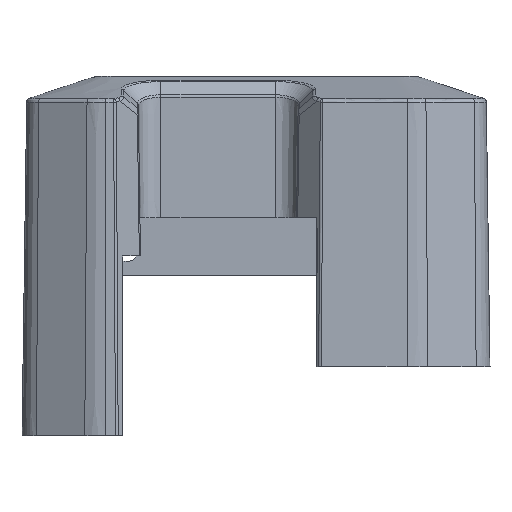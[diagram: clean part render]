
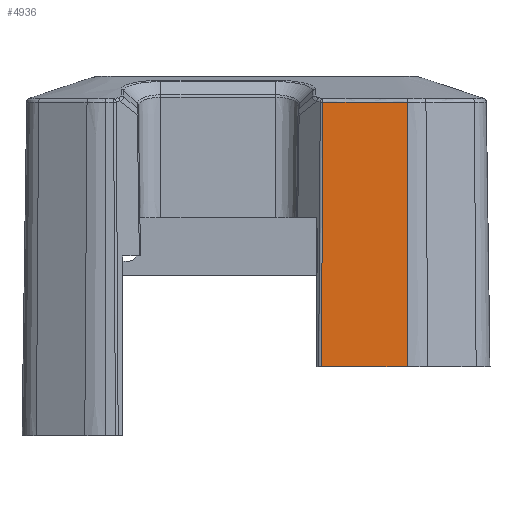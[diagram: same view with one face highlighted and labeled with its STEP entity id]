
A CAD part, front view. The second image highlights one B-rep face of the part: STEP entity #4936.
In plain terms, the highlighted planar face has unit normal (0, -1, 0.014).
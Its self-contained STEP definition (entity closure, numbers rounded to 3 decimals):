
#216 = ORIENTED_EDGE ( 'NONE', *, *, #4788, .T. ) ;
#834 = ORIENTED_EDGE ( 'NONE', *, *, #10612, .F. ) ;
#2130 = VECTOR ( 'NONE', #2230, 1000. ) ;
#2230 = DIRECTION ( 'NONE',  ( -0.006, -0.014, -1. ) ) ;
#2233 = ORIENTED_EDGE ( 'NONE', *, *, #6547, .T. ) ;
#2615 = CARTESIAN_POINT ( 'NONE',  ( 19.704, -51., 25. ) ) ;
#2633 = AXIS2_PLACEMENT_3D ( 'NONE', #6471, #8198, #9848 ) ;
#2864 = VERTEX_POINT ( 'NONE', #13272 ) ;
#3634 = EDGE_LOOP ( 'NONE', ( #7667, #216, #834, #2233 ) ) ;
#4299 = CARTESIAN_POINT ( 'NONE',  ( 19.704, -51.048, 21.598 ) ) ;
#4788 = EDGE_CURVE ( 'NONE', #6978, #2864, #17100, .T. ) ;
#4936 = ADVANCED_FACE ( 'NONE', ( #11234 ), #18125, .T. ) ;
#6471 = CARTESIAN_POINT ( 'NONE',  ( 0., -51., 25. ) ) ;
#6547 = EDGE_CURVE ( 'NONE', #7464, #8288, #7794, .T. ) ;
#6876 = DIRECTION ( 'NONE',  ( 0., 0.014, 1. ) ) ;
#6978 = VERTEX_POINT ( 'NONE', #9710 ) ;
#7256 = LINE ( 'NONE', #4299, #7475 ) ;
#7464 = VERTEX_POINT ( 'NONE', #8451 ) ;
#7475 = VECTOR ( 'NONE', #10099, 1000. ) ;
#7667 = ORIENTED_EDGE ( 'NONE', *, *, #18529, .F. ) ;
#7794 = LINE ( 'NONE', #13831, #2130 ) ;
#8198 = DIRECTION ( 'NONE',  ( 0., -1., 0.014 ) ) ;
#8288 = VERTEX_POINT ( 'NONE', #11744 ) ;
#8451 = CARTESIAN_POINT ( 'NONE',  ( 8.687, -51.048, 21.598 ) ) ;
#9408 = VECTOR ( 'NONE', #6876, 1000. ) ;
#9487 = CARTESIAN_POINT ( 'NONE',  ( 19.704, -51.531, -13. ) ) ;
#9710 = CARTESIAN_POINT ( 'NONE',  ( 19.704, -51.531, -13. ) ) ;
#9848 = DIRECTION ( 'NONE',  ( 0., -0.014, -1. ) ) ;
#10099 = DIRECTION ( 'NONE',  ( 1., 0., 0. ) ) ;
#10612 = EDGE_CURVE ( 'NONE', #7464, #2864, #7256, .T. ) ;
#11234 = FACE_OUTER_BOUND ( 'NONE', #3634, .T. ) ;
#11744 = CARTESIAN_POINT ( 'NONE',  ( 8.487, -51.531, -13. ) ) ;
#12662 = LINE ( 'NONE', #9487, #14928 ) ;
#13272 = CARTESIAN_POINT ( 'NONE',  ( 19.704, -51.048, 21.598 ) ) ;
#13831 = CARTESIAN_POINT ( 'NONE',  ( 8.687, -51.048, 21.598 ) ) ;
#14928 = VECTOR ( 'NONE', #16734, 1000. ) ;
#16734 = DIRECTION ( 'NONE',  ( -1., 0., 0. ) ) ;
#17100 = LINE ( 'NONE', #2615, #9408 ) ;
#18125 = PLANE ( 'NONE',  #2633 ) ;
#18529 = EDGE_CURVE ( 'NONE', #6978, #8288, #12662, .T. ) ;
